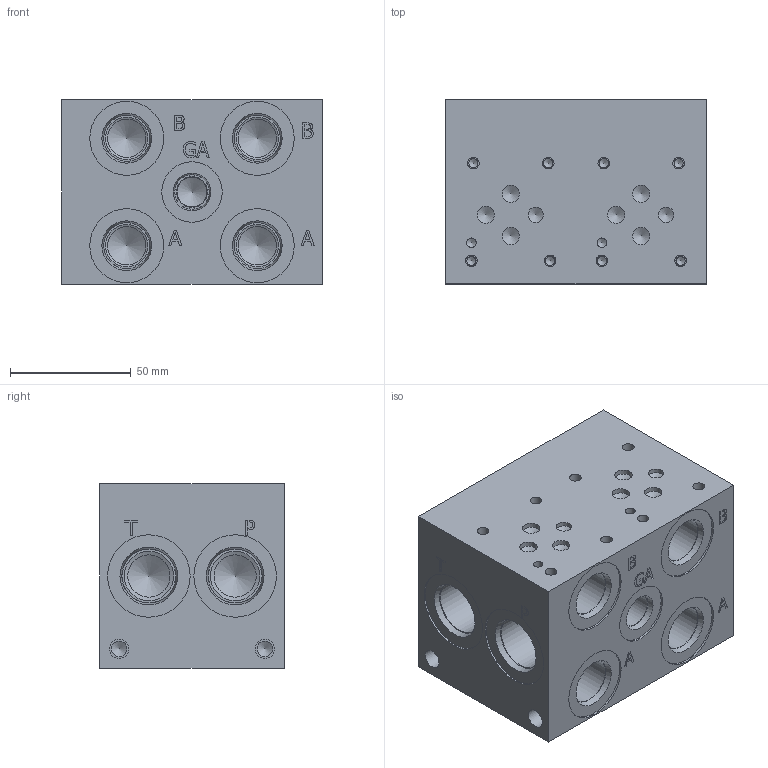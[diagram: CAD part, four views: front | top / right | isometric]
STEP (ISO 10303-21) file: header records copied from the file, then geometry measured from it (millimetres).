
FILE_DESCRIPTION(/* description */ (''),/* implementation_level */ '2;1');
FILE_NAME(/* name */ '_D03P022S_SP_L.stp',/* time_stamp */ '2021-07-16T10:28:45-04:00',/* author */ ('anthonyv'),/* organization */ (''),/* preprocessor_version */ 'ST-DEVELOPER v18.1',/* originating_system */ 'Autodesk Inventor 2021',/* authorisation */ '');
FILE_SCHEMA (('AUTOMOTIVE_DESIGN { 1 0 10303 214 3 1 1 }'));
Length unit declared in the file: millimetre
Products named in the file (1): Part_AD03P022S_SP_L_3D
Bounding box: 107.95 x 76.2 x 76.2 mm (x, y, z)
Volume: 536776.4 mm3; surface area: 64716.8 mm2
Topology: 1 solids, 1 shells, 733 faces, 2007 edges, 1359 vertices
Faces by surface type: plane 400, bspline 187, cylinder 85, cone 61
Full cylindrical faces by diameter (mm): 3.785 x8, 3.962 x2, 4.826 x8, 6.35 x2, 6.528 x4, 7.137 x6, 7.925 x4, 12.294 x1, 12.9 x1, 13.487 x1, 14.275 x1, 14.529 x1, 15.875 x4, 17.45 x1, 17.475 x4, 17.501 x4, 18.542 x1, 19.05 x4, 19.253 x4, 19.99 x1, 20.447 x4, 20.625 x1, 21.819 x1, 22.23 x4, 22.555 x4, 25.019 x1, 30.632 x4, 34.138 x4
Entity records: 24665 total; most frequent: CARTESIAN_POINT 6499, ORIENTED_EDGE 3950, DIRECTION 3018, EDGE_CURVE 1975, VERTEX_POINT 1359, LINE 1278, VECTOR 1278, AXIS2_PLACEMENT_3D 870
